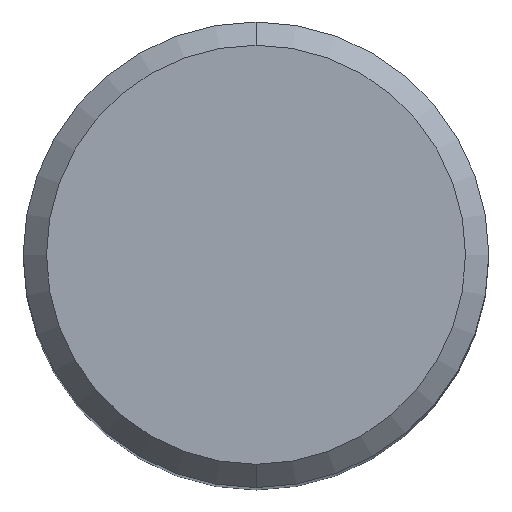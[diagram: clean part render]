
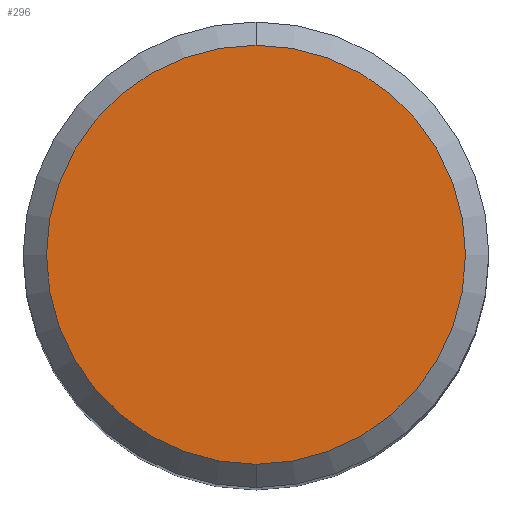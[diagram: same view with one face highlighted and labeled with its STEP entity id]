
A CAD part, top view. The second image highlights one B-rep face of the part: STEP entity #296.
In plain terms, the highlighted planar face has unit normal (0, 0, 1).
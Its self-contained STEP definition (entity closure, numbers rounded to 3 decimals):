
#208=EDGE_CURVE('',#438,#344,#513,.T.);
#296=ADVANCED_FACE('',(#609),#610,.T.);
#322=EDGE_CURVE('',#344,#438,#642,.T.);
#344=VERTEX_POINT('',#666);
#438=VERTEX_POINT('',#768);
#513=CIRCLE('',#932,7.2);
#609=FACE_OUTER_BOUND('',#1096,.T.);
#610=PLANE('',#1097);
#642=CIRCLE('',#1163,7.2);
#666=CARTESIAN_POINT('',(0.0,7.2,0.0));
#768=CARTESIAN_POINT('',(0.,-7.2,0.0));
#932=AXIS2_PLACEMENT_3D('',#1530,#1531,#1532);
#1096=EDGE_LOOP('',(#1647,#1648));
#1097=AXIS2_PLACEMENT_3D('',#1649,#1650,#1651);
#1163=AXIS2_PLACEMENT_3D('',#1697,#1698,#1699);
#1530=CARTESIAN_POINT('',(0.0,0.0,0.0));
#1531=DIRECTION('',(0.0,0.0,-1.0));
#1532=DIRECTION('',(0.0,1.0,0.0));
#1647=ORIENTED_EDGE('',*,*,#322,.F.);
#1648=ORIENTED_EDGE('',*,*,#208,.F.);
#1649=CARTESIAN_POINT('',(0.0,3.6,0.0));
#1650=DIRECTION('',(-0.0,0.0,1.0));
#1651=DIRECTION('',(0.0,-1.0,0.0));
#1697=CARTESIAN_POINT('',(0.0,0.0,0.0));
#1698=DIRECTION('',(0.0,0.0,-1.0));
#1699=DIRECTION('',(0.0,1.0,0.0));
